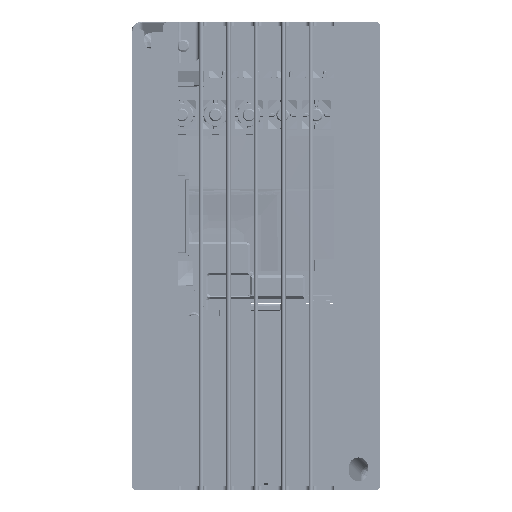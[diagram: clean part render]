
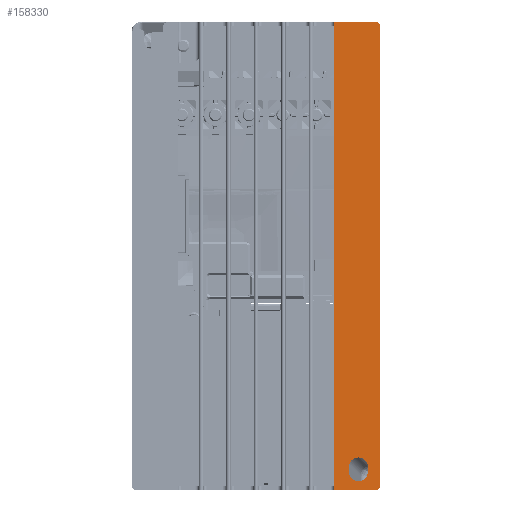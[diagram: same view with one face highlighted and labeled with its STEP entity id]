
A CAD part, front view. The second image highlights one B-rep face of the part: STEP entity #158330.
In plain terms, the highlighted planar face has unit normal (0, -1, 0).
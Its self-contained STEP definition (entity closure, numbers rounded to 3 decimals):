
#23 = VERTEX_POINT ( 'NONE', #215175 ) ;
#847 = ORIENTED_EDGE ( 'NONE', *, *, #56910, .F. ) ;
#5508 = EDGE_CURVE ( 'NONE', #164333, #201975, #210179, .T. ) ;
#5754 = DIRECTION ( 'NONE',  ( 0., 0., -1. ) ) ;
#6319 = EDGE_CURVE ( 'NONE', #194314, #213527, #43529, .T. ) ;
#7741 = VERTEX_POINT ( 'NONE', #252794 ) ;
#9679 = EDGE_CURVE ( 'NONE', #210010, #23, #104023, .T. ) ;
#16780 = ORIENTED_EDGE ( 'NONE', *, *, #96620, .T. ) ;
#19517 = DIRECTION ( 'NONE',  ( 0., 0., 1. ) ) ;
#20177 = CARTESIAN_POINT ( 'NONE',  ( 25.4, -18.4, -57.7 ) ) ;
#20208 = AXIS2_PLACEMENT_3D ( 'NONE', #102721, #101040, #217245 ) ;
#21243 = FACE_OUTER_BOUND ( 'NONE', #187153, .T. ) ;
#21877 = VECTOR ( 'NONE', #179842, 1000. ) ;
#22801 = CARTESIAN_POINT ( 'NONE',  ( 25.4, -18.4, 64. ) ) ;
#23020 = CARTESIAN_POINT ( 'NONE',  ( 30.6, -18.4, 64. ) ) ;
#24047 = LINE ( 'NONE', #54119, #216691 ) ;
#25255 = CARTESIAN_POINT ( 'NONE',  ( 21.4, -18.4, 64. ) ) ;
#30359 = FACE_BOUND ( 'NONE', #252495, .T. ) ;
#41327 = CIRCLE ( 'NONE', #77929, 1.2 ) ;
#43529 = CIRCLE ( 'NONE', #163465, 2.6 ) ;
#54119 = CARTESIAN_POINT ( 'NONE',  ( -34., -18.4, 64. ) ) ;
#56910 = EDGE_CURVE ( 'NONE', #167031, #164333, #190475, .T. ) ;
#57907 = PLANE ( 'NONE',  #230283 ) ;
#59712 = LINE ( 'NONE', #23020, #236972 ) ;
#64663 = CARTESIAN_POINT ( 'NONE',  ( 30.6, -18.4, -59. ) ) ;
#75595 = ORIENTED_EDGE ( 'NONE', *, *, #135226, .T. ) ;
#77929 = AXIS2_PLACEMENT_3D ( 'NONE', #200943, #84807, #120673 ) ;
#82245 = VECTOR ( 'NONE', #185875, 1000. ) ;
#84807 = DIRECTION ( 'NONE',  ( 0., -1., 0. ) ) ;
#93095 = EDGE_CURVE ( 'NONE', #248090, #210022, #143302, .T. ) ;
#96620 = EDGE_CURVE ( 'NONE', #213527, #242780, #59712, .T. ) ;
#97785 = CARTESIAN_POINT ( 'NONE',  ( 21.4, -18.4, -64. ) ) ;
#97883 = ORIENTED_EDGE ( 'NONE', *, *, #6319, .T. ) ;
#101040 = DIRECTION ( 'NONE',  ( 0., 1., 0. ) ) ;
#102721 = CARTESIAN_POINT ( 'NONE',  ( 28., -18.4, -59. ) ) ;
#104023 = CIRCLE ( 'NONE', #114834, 1.2 ) ;
#111383 = DIRECTION ( 'NONE',  ( 0., 0., 1. ) ) ;
#114834 = AXIS2_PLACEMENT_3D ( 'NONE', #161127, #122724, #5754 ) ;
#115218 = CARTESIAN_POINT ( 'NONE',  ( 28., -18.4, -57.7 ) ) ;
#115292 = CARTESIAN_POINT ( 'NONE',  ( 21.4, -18.4, 64. ) ) ;
#115872 = ORIENTED_EDGE ( 'NONE', *, *, #5508, .F. ) ;
#115969 = DIRECTION ( 'NONE',  ( 0., -1., 0. ) ) ;
#118193 = CIRCLE ( 'NONE', #20208, 2.6 ) ;
#118815 = VECTOR ( 'NONE', #181598, 1000. ) ;
#120673 = DIRECTION ( 'NONE',  ( 0., 0., -1. ) ) ;
#121235 = DIRECTION ( 'NONE',  ( 0., 0., -1. ) ) ;
#122724 = DIRECTION ( 'NONE',  ( 0., -1., 0. ) ) ;
#124462 = ORIENTED_EDGE ( 'NONE', *, *, #190368, .T. ) ;
#135226 = EDGE_CURVE ( 'NONE', #242780, #248090, #118193, .T. ) ;
#135593 = CARTESIAN_POINT ( 'NONE',  ( 34., -18.4, 62.8 ) ) ;
#139580 = CARTESIAN_POINT ( 'NONE',  ( 32.8, -18.4, -64. ) ) ;
#143187 = ORIENTED_EDGE ( 'NONE', *, *, #93095, .T. ) ;
#143302 = LINE ( 'NONE', #22801, #82245 ) ;
#144609 = EDGE_CURVE ( 'NONE', #210022, #194314, #245412, .T. ) ;
#147047 = CARTESIAN_POINT ( 'NONE',  ( 34., -18.4, -64. ) ) ;
#150581 = CARTESIAN_POINT ( 'NONE',  ( 25.4, -18.4, -59. ) ) ;
#157120 = VECTOR ( 'NONE', #164072, 1000. ) ;
#158330 = ADVANCED_FACE ( 'NONE', ( #30359, #21243 ), #57907, .T. ) ;
#160409 = CARTESIAN_POINT ( 'NONE',  ( 30.6, -18.4, -57.7 ) ) ;
#161127 = CARTESIAN_POINT ( 'NONE',  ( 32.8, -18.4, 62.8 ) ) ;
#163465 = AXIS2_PLACEMENT_3D ( 'NONE', #115218, #210887, #19517 ) ;
#164072 = DIRECTION ( 'NONE',  ( -1., 0., 0. ) ) ;
#164333 = VERTEX_POINT ( 'NONE', #97785 ) ;
#167031 = VERTEX_POINT ( 'NONE', #139580 ) ;
#174862 = CARTESIAN_POINT ( 'NONE',  ( 21.8, -18.4, 64. ) ) ;
#179842 = DIRECTION ( 'NONE',  ( 0., 0., 1. ) ) ;
#181598 = DIRECTION ( 'NONE',  ( 0., 0., 1. ) ) ;
#185875 = DIRECTION ( 'NONE',  ( 0., 0., 1. ) ) ;
#186646 = EDGE_CURVE ( 'NONE', #201975, #23, #24047, .T. ) ;
#187153 = EDGE_LOOP ( 'NONE', ( #209774, #115872, #847, #250443, #124462, #240751 ) ) ;
#190368 = EDGE_CURVE ( 'NONE', #7741, #210010, #199110, .T. ) ;
#190475 = LINE ( 'NONE', #147047, #157120 ) ;
#190832 = DIRECTION ( 'NONE',  ( 0., 1., 0. ) ) ;
#194314 = VERTEX_POINT ( 'NONE', #245905 ) ;
#194552 = DIRECTION ( 'NONE',  ( 0., 0., -1. ) ) ;
#196874 = EDGE_CURVE ( 'NONE', #167031, #7741, #41327, .T. ) ;
#199110 = LINE ( 'NONE', #218285, #21877 ) ;
#200943 = CARTESIAN_POINT ( 'NONE',  ( 32.8, -18.4, -62.8 ) ) ;
#201975 = VERTEX_POINT ( 'NONE', #115292 ) ;
#209774 = ORIENTED_EDGE ( 'NONE', *, *, #186646, .F. ) ;
#210010 = VERTEX_POINT ( 'NONE', #135593 ) ;
#210022 = VERTEX_POINT ( 'NONE', #20177 ) ;
#210179 = LINE ( 'NONE', #25255, #118815 ) ;
#210349 = DIRECTION ( 'NONE',  ( 1., 0., 0. ) ) ;
#210887 = DIRECTION ( 'NONE',  ( 0., 1., 0. ) ) ;
#213527 = VERTEX_POINT ( 'NONE', #160409 ) ;
#215175 = CARTESIAN_POINT ( 'NONE',  ( 32.8, -18.4, 64. ) ) ;
#216209 = AXIS2_PLACEMENT_3D ( 'NONE', #228495, #190832, #111383 ) ;
#216691 = VECTOR ( 'NONE', #210349, 1000. ) ;
#217245 = DIRECTION ( 'NONE',  ( 0., 0., 1. ) ) ;
#218285 = CARTESIAN_POINT ( 'NONE',  ( 34., -18.4, 64. ) ) ;
#228495 = CARTESIAN_POINT ( 'NONE',  ( 28., -18.4, -57.7 ) ) ;
#230283 = AXIS2_PLACEMENT_3D ( 'NONE', #174862, #115969, #194552 ) ;
#236972 = VECTOR ( 'NONE', #121235, 1000. ) ;
#240751 = ORIENTED_EDGE ( 'NONE', *, *, #9679, .T. ) ;
#241978 = ORIENTED_EDGE ( 'NONE', *, *, #144609, .T. ) ;
#242780 = VERTEX_POINT ( 'NONE', #64663 ) ;
#245412 = CIRCLE ( 'NONE', #216209, 2.6 ) ;
#245905 = CARTESIAN_POINT ( 'NONE',  ( 28., -18.4, -55.1 ) ) ;
#248090 = VERTEX_POINT ( 'NONE', #150581 ) ;
#250443 = ORIENTED_EDGE ( 'NONE', *, *, #196874, .T. ) ;
#252495 = EDGE_LOOP ( 'NONE', ( #16780, #75595, #143187, #241978, #97883 ) ) ;
#252794 = CARTESIAN_POINT ( 'NONE',  ( 34., -18.4, -62.8 ) ) ;
